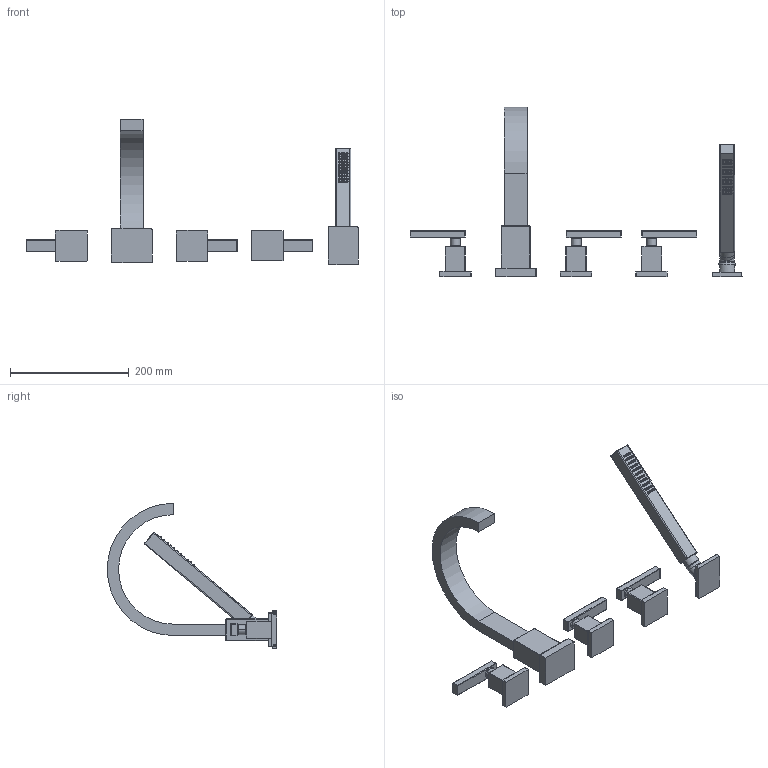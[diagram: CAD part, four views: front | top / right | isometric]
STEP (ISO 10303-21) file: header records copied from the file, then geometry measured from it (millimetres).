
FILE_DESCRIPTION((''),'2;1');
FILE_NAME('3-2047','2021-03-18T11:57:27',('jinson.thomas'),(''),'CREO PARAMETRIC BY PTC INC, 2018400','CREO PARAMETRIC BY PTC INC, 2018400','');
FILE_SCHEMA(('CONFIG_CONTROL_DESIGN'));
Products named in the file (1): 3-2047
Bounding box: 558.42 x 285.08 x 244.47 mm (x, y, z)
Volume: 941749.9 mm3; surface area: 163062.4 mm2
Topology: 5 solids, 6 shells, 1057 faces, 2296 edges, 1354 vertices
Faces by surface type: cylinder 296, bspline 278, cone 154, plane 149, torus 120, sphere 60
Entity records: 50782 total; most frequent: CARTESIAN_POINT 29201, ORIENTED_EDGE 4592, DIRECTION 4178, EDGE_CURVE 2296, AXIS2_PLACEMENT_3D 1707, VERTEX_POINT 1354, EDGE_LOOP 1162, FACE_OUTER_BOUND 1057
